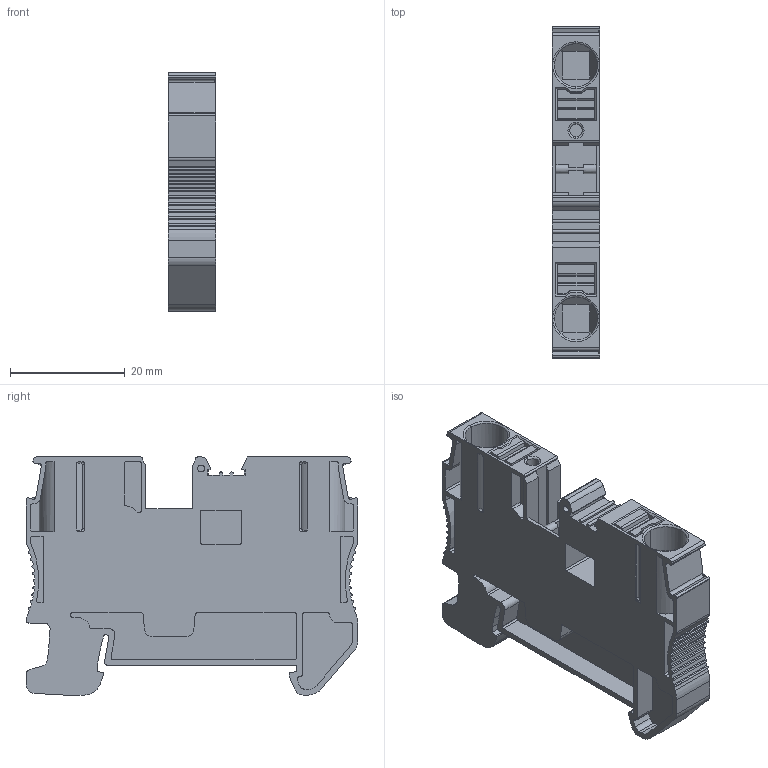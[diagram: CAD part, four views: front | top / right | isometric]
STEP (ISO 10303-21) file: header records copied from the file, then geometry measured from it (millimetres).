
FILE_DESCRIPTION (( 'STEP AP203' ), '1' );
FILE_NAME ('MTP-6.STEP', '2024-09-17T12:15:31', ( '' ), ( '' ), 'SwSTEP 2.0', 'SolidWorks 2019', '' );
FILE_SCHEMA (( 'CONFIG_CONTROL_DESIGN' ));
Length unit declared in the file: millimetre
Products named in the file (1): MTP-6
Bounding box: 8.2 x 57.7 x 41.4 mm (x, y, z)
Volume: 11302.1 mm3; surface area: 9401.5 mm2
Topology: 1 solids, 1 shells, 851 faces, 2297 edges, 1518 vertices
Faces by surface type: plane 487, cylinder 248, bspline 102, torus 14
Entity records: 30192 total; most frequent: CARTESIAN_POINT 9081, ORIENTED_EDGE 4594, DIRECTION 4031, EDGE_CURVE 2297, VECTOR 1539, LINE 1539, VERTEX_POINT 1518, AXIS2_PLACEMENT_3D 1246
